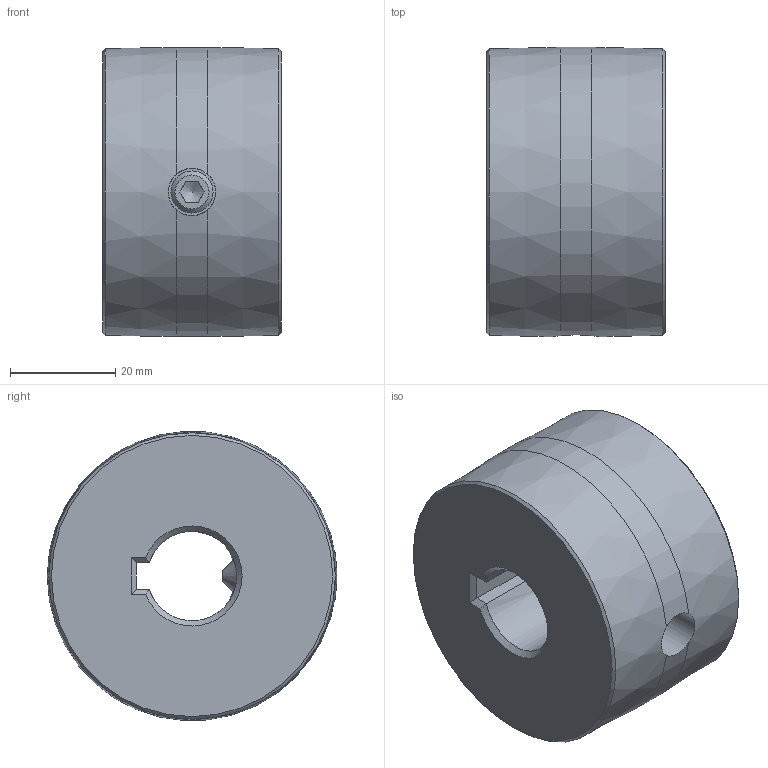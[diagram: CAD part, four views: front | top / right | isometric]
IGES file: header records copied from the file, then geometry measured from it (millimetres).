
Global section: file name: 944515.stp.ipt; native system: Autodesk Inventor 2014; preprocessor: unknown; author: zeman; date: 20151016.102259; units: millimetre
Bounding box: 34 x 54.97 x 54.9 mm (x, y, z)
Volume: 71573.6 mm3; surface area: 12742 mm2
Topology: 2 solids, 2 shells, 34 faces, 78 edges, 48 vertices
Faces by surface type: plane 20, cone 6, revolution 5, cylinder 2, bspline 1
Full cylindrical faces by diameter (mm): 8 x1
